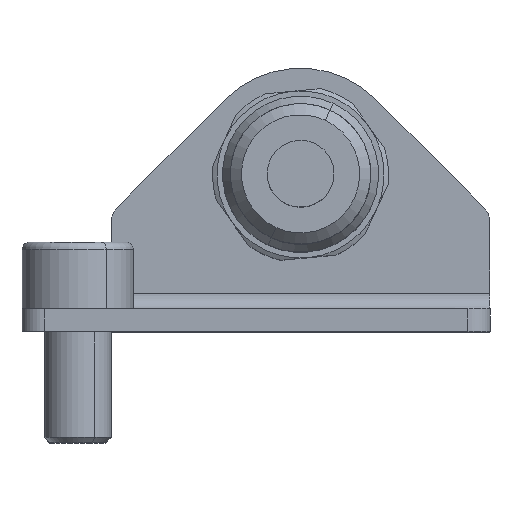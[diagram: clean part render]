
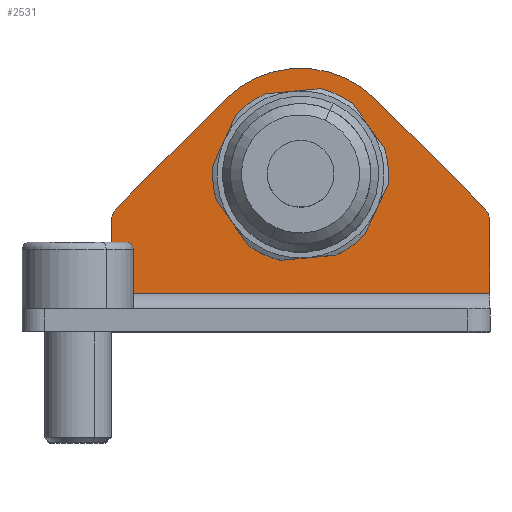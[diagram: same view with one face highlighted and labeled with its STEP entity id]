
A CAD part, top view. The second image highlights one B-rep face of the part: STEP entity #2531.
In plain terms, the highlighted planar face has unit normal (0, 0, 1).
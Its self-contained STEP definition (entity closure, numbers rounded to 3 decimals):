
#61 = CARTESIAN_POINT ( 'NONE',  ( 13., 7.804, -46.975 ) ) ;
#103 = CIRCLE ( 'NONE', #1181, 7.25 ) ;
#141 = DIRECTION ( 'NONE',  ( 1., 0., 0. ) ) ;
#164 = CARTESIAN_POINT ( 'NONE',  ( 15., 7.804, -46.975 ) ) ;
#189 = VECTOR ( 'NONE', #3065, 1000. ) ;
#389 = AXIS2_PLACEMENT_3D ( 'NONE', #4842, #4421, #833 ) ;
#453 = VECTOR ( 'NONE', #4010, 1000. ) ;
#699 = ORIENTED_EDGE ( 'NONE', *, *, #4832, .F. ) ;
#807 = DIRECTION ( 'NONE',  ( 0., 0., 1. ) ) ;
#832 = VERTEX_POINT ( 'NONE', #4743 ) ;
#833 = DIRECTION ( 'NONE',  ( 1., 0., 0. ) ) ;
#879 = DIRECTION ( 'NONE',  ( 0., 0., 1. ) ) ;
#907 = CARTESIAN_POINT ( 'NONE',  ( -2., 12.132, -46.975 ) ) ;
#930 = EDGE_CURVE ( 'NONE', #989, #1187, #1256, .T. ) ;
#989 = VERTEX_POINT ( 'NONE', #1656 ) ;
#1003 = CARTESIAN_POINT ( 'NONE',  ( 13., 1.5, -46.975 ) ) ;
#1013 = VERTEX_POINT ( 'NONE', #3344 ) ;
#1150 = ORIENTED_EDGE ( 'NONE', *, *, #2124, .T. ) ;
#1160 = DIRECTION ( 'NONE',  ( 1., 0., 0. ) ) ;
#1181 = AXIS2_PLACEMENT_3D ( 'NONE', #1500, #3114, #1160 ) ;
#1187 = VERTEX_POINT ( 'NONE', #5154 ) ;
#1212 = AXIS2_PLACEMENT_3D ( 'NONE', #61, #4035, #141 ) ;
#1224 = FACE_OUTER_BOUND ( 'NONE', #2421, .T. ) ;
#1255 = CARTESIAN_POINT ( 'NONE',  ( 15., -45.368, -46.975 ) ) ;
#1256 = LINE ( 'NONE', #3732, #453 ) ;
#1500 = CARTESIAN_POINT ( 'NONE',  ( -2., 12.132, -46.975 ) ) ;
#1568 = CARTESIAN_POINT ( 'NONE',  ( -19., 7.804, -46.975 ) ) ;
#1596 = ORIENTED_EDGE ( 'NONE', *, *, #930, .T. ) ;
#1656 = CARTESIAN_POINT ( 'NONE',  ( 14.414, 9.218, -46.975 ) ) ;
#1852 = VECTOR ( 'NONE', #2612, 1000. ) ;
#1870 = AXIS2_PLACEMENT_3D ( 'NONE', #3256, #879, #4463 ) ;
#1980 = CIRCLE ( 'NONE', #1212, 2. ) ;
#2018 = CARTESIAN_POINT ( 'NONE',  ( 13., 7.804, -46.975 ) ) ;
#2048 = EDGE_CURVE ( 'NONE', #2268, #989, #1980, .T. ) ;
#2124 = EDGE_CURVE ( 'NONE', #1187, #4132, #4144, .T. ) ;
#2161 = ORIENTED_EDGE ( 'NONE', *, *, #3626, .T. ) ;
#2268 = VERTEX_POINT ( 'NONE', #164 ) ;
#2273 = CARTESIAN_POINT ( 'NONE',  ( 5.25, 12.132, -46.975 ) ) ;
#2421 = EDGE_LOOP ( 'NONE', ( #2561, #2161, #2633, #3265, #3831, #4946, #1596, #1150 ) ) ;
#2434 = EDGE_CURVE ( 'NONE', #3710, #1013, #5152, .T. ) ;
#2461 = FACE_BOUND ( 'NONE', #4849, .T. ) ;
#2531 = ADVANCED_FACE ( 'NONE', ( #2461, #1224 ), #4392, .T. ) ;
#2561 = ORIENTED_EDGE ( 'NONE', *, *, #3835, .T. ) ;
#2612 = DIRECTION ( 'NONE',  ( -1., 0., 0. ) ) ;
#2633 = ORIENTED_EDGE ( 'NONE', *, *, #2434, .T. ) ;
#2710 = AXIS2_PLACEMENT_3D ( 'NONE', #907, #3334, #4912 ) ;
#2839 = CARTESIAN_POINT ( 'NONE',  ( -18.414, 9.218, -46.975 ) ) ;
#3021 = EDGE_CURVE ( 'NONE', #4424, #2268, #3366, .T. ) ;
#3065 = DIRECTION ( 'NONE',  ( -0.707, -0.707, 0. ) ) ;
#3114 = DIRECTION ( 'NONE',  ( 0., 0., 1. ) ) ;
#3117 = CIRCLE ( 'NONE', #1870, 2. ) ;
#3178 = DIRECTION ( 'NONE',  ( 0., -1., 0. ) ) ;
#3256 = CARTESIAN_POINT ( 'NONE',  ( -17., 7.804, -46.975 ) ) ;
#3265 = ORIENTED_EDGE ( 'NONE', *, *, #3721, .F. ) ;
#3334 = DIRECTION ( 'NONE',  ( 0., 0., 1. ) ) ;
#3344 = CARTESIAN_POINT ( 'NONE',  ( -19., 1.5, -46.975 ) ) ;
#3366 = LINE ( 'NONE', #1255, #4182 ) ;
#3368 = VERTEX_POINT ( 'NONE', #2839 ) ;
#3378 = LINE ( 'NONE', #1003, #1852 ) ;
#3401 = CARTESIAN_POINT ( 'NONE',  ( -8.75, 18.882, -46.975 ) ) ;
#3534 = LINE ( 'NONE', #3941, #189 ) ;
#3581 = VECTOR ( 'NONE', #3178, 1000. ) ;
#3625 = ORIENTED_EDGE ( 'NONE', *, *, #3865, .F. ) ;
#3626 = EDGE_CURVE ( 'NONE', #3368, #3710, #3117, .T. ) ;
#3710 = VERTEX_POINT ( 'NONE', #4148 ) ;
#3721 = EDGE_CURVE ( 'NONE', #4424, #1013, #3378, .T. ) ;
#3732 = CARTESIAN_POINT ( 'NONE',  ( 14.414, 9.218, -46.975 ) ) ;
#3831 = ORIENTED_EDGE ( 'NONE', *, *, #3021, .T. ) ;
#3835 = EDGE_CURVE ( 'NONE', #4132, #3368, #3534, .T. ) ;
#3865 = EDGE_CURVE ( 'NONE', #3897, #832, #103, .T. ) ;
#3897 = VERTEX_POINT ( 'NONE', #2273 ) ;
#3941 = CARTESIAN_POINT ( 'NONE',  ( -8.75, 18.882, -46.975 ) ) ;
#4010 = DIRECTION ( 'NONE',  ( -0.707, 0.707, 0. ) ) ;
#4035 = DIRECTION ( 'NONE',  ( 0., 0., 1. ) ) ;
#4113 = CIRCLE ( 'NONE', #2710, 7.25 ) ;
#4132 = VERTEX_POINT ( 'NONE', #3401 ) ;
#4136 = DIRECTION ( 'NONE',  ( 0., 1., 0. ) ) ;
#4144 = CIRCLE ( 'NONE', #389, 9.546 ) ;
#4148 = CARTESIAN_POINT ( 'NONE',  ( -19., 7.804, -46.975 ) ) ;
#4182 = VECTOR ( 'NONE', #4136, 1000. ) ;
#4392 = PLANE ( 'NONE',  #4485 ) ;
#4421 = DIRECTION ( 'NONE',  ( 0., 0., 1. ) ) ;
#4424 = VERTEX_POINT ( 'NONE', #5021 ) ;
#4440 = DIRECTION ( 'NONE',  ( 1., 0., 0. ) ) ;
#4463 = DIRECTION ( 'NONE',  ( 0., -1., 0. ) ) ;
#4485 = AXIS2_PLACEMENT_3D ( 'NONE', #2018, #807, #4440 ) ;
#4743 = CARTESIAN_POINT ( 'NONE',  ( -9.25, 12.132, -46.975 ) ) ;
#4832 = EDGE_CURVE ( 'NONE', #832, #3897, #4113, .T. ) ;
#4842 = CARTESIAN_POINT ( 'NONE',  ( -2., 12.132, -46.975 ) ) ;
#4849 = EDGE_LOOP ( 'NONE', ( #3625, #699 ) ) ;
#4912 = DIRECTION ( 'NONE',  ( 1., 0., 0. ) ) ;
#4946 = ORIENTED_EDGE ( 'NONE', *, *, #2048, .T. ) ;
#5021 = CARTESIAN_POINT ( 'NONE',  ( 15., 1.5, -46.975 ) ) ;
#5152 = LINE ( 'NONE', #1568, #3581 ) ;
#5154 = CARTESIAN_POINT ( 'NONE',  ( 4.75, 18.882, -46.975 ) ) ;
